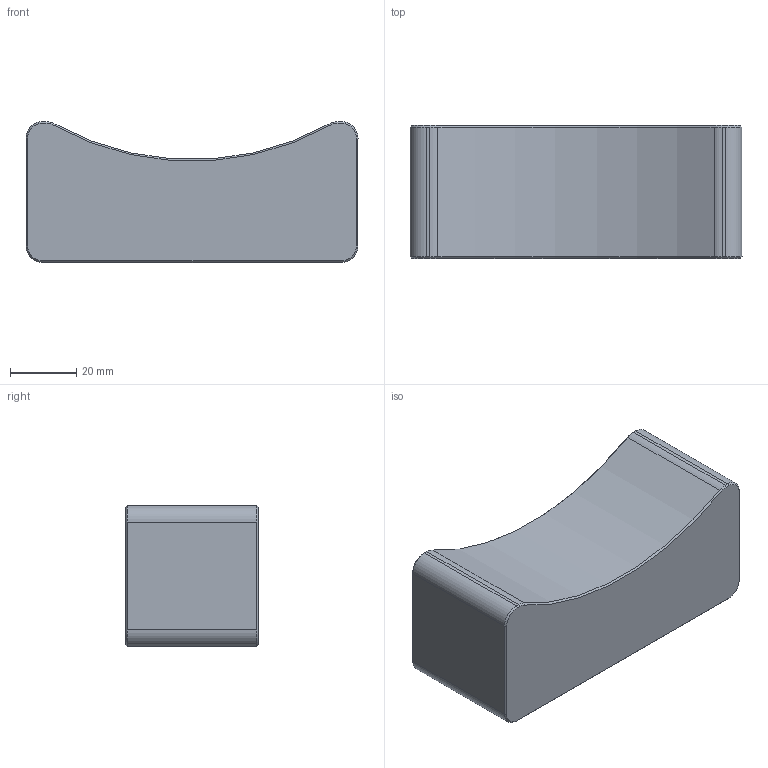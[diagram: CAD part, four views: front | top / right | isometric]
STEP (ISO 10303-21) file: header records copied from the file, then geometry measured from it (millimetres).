
FILE_DESCRIPTION(/* description */ (''),/* implementation_level */ '2;1');
FILE_NAME(/* name */ '9.G18.INDEX (Machinable).stp',/* time_stamp */ '2024-08-09T09:59:36-04:00',/* author */ ('jkrenzer'),/* organization */ (''),/* preprocessor_version */ 'ST-DEVELOPER v18.1',/* originating_system */ 'Autodesk Inventor 2022',/* authorisation */ '');
FILE_SCHEMA (('AUTOMOTIVE_DESIGN { 1 0 10303 214 3 1 1 }'));
Products named in the file (2): 9.G18.INDEX (Machinable); 9.G18.INDEX (Machineable)
Assembly tree (1 placements, depth 2):
  9.G18.INDEX (Machinable)
    9.G18.INDEX (Machineable)
Bounding box: 100 x 40 x 42.5 mm (x, y, z)
Volume: 138299.5 mm3; surface area: 19839.8 mm2
Topology: 1 solids, 2 shells, 61 faces, 135 edges, 82 vertices
Faces by surface type: plane 23, cone 19, cylinder 12, torus 7
Full cylindrical faces by diameter (mm): 18 x3, 22.8 x2
Entity records: 1757 total; most frequent: DIRECTION 332, CARTESIAN_POINT 281, ORIENTED_EDGE 270, EDGE_CURVE 135, AXIS2_PLACEMENT_3D 133, VERTEX_POINT 82, CIRCLE 69, EDGE_LOOP 67
